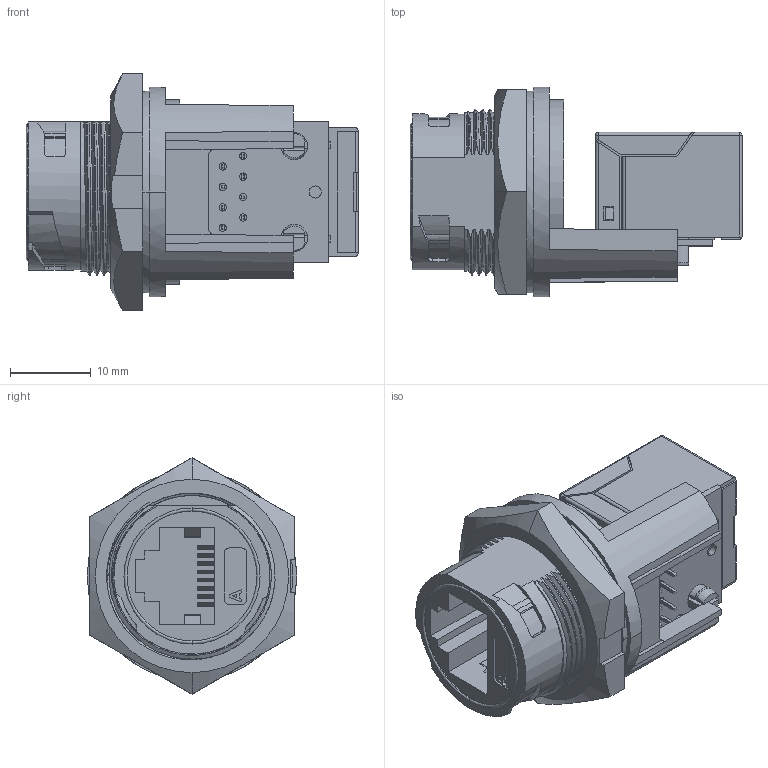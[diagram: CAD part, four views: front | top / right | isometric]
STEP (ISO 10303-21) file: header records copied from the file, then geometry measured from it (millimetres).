
FILE_DESCRIPTION((''),'2;1');
FILE_NAME('RCP-5SPFFH-TCU7001_EQ_SW0001','2014-06-03T',('LT0842'),(''),'PRO/ENGINEER BY PARAMETRIC TECHNOLOGY CORPORATION, 2013050','PRO/ENGINEER BY PARAMETRIC TECHNOLOGY CORPORATION, 2013050','');
FILE_SCHEMA(('CONFIG_CONTROL_DESIGN'));
Length unit declared in the file: millimetre
Products named in the file (1): RCP-5SPFFH-TCU7001_EQ_SW0001
Bounding box: 41.2 x 26 x 29.33 mm (x, y, z)
Volume: 9812.2 mm3; surface area: 7450.1 mm2
Topology: 2 solids, 2 shells, 662 faces, 1952 edges, 1282 vertices
Faces by surface type: plane 482, cylinder 122, bspline 39, cone 13, sphere 4, torus 2
Entity records: 30096 total; most frequent: CARTESIAN_POINT 11012, ORIENTED_EDGE 3896, DIRECTION 3250, EDGE_CURVE 1948, VECTOR 1512, LINE 1512, VERTEX_POINT 1282, AXIS2_PLACEMENT_3D 869
